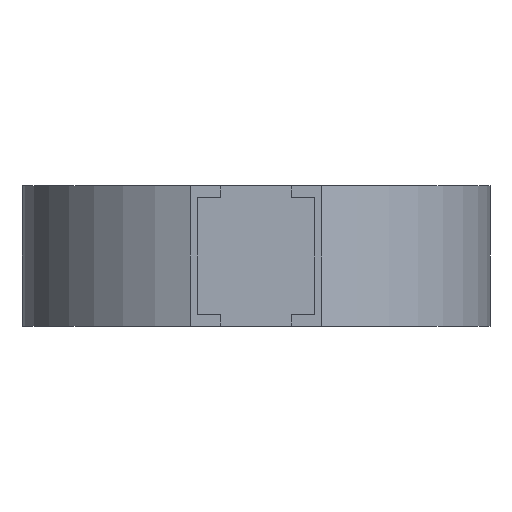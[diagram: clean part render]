
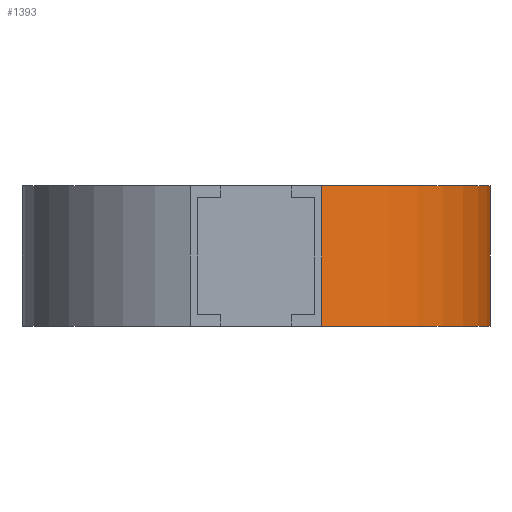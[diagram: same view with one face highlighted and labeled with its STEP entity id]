
A CAD part, front view. The second image highlights one B-rep face of the part: STEP entity #1393.
In plain terms, the highlighted cylindrical face has radius 100 mm (diameter 200 mm), a partial arc.
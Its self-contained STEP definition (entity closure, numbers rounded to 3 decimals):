
#172=CARTESIAN_POINT('Axis2P3D Location',(0.,0.,0.)) ;
#181=CARTESIAN_POINT('Vertex',(100.,0.,30.)) ;
#186=CARTESIAN_POINT('Line Origine',(100.,0.,0.)) ;
#190=CARTESIAN_POINT('Vertex',(100.,0.,-30.)) ;
#1161=CARTESIAN_POINT('Vertex',(28.,-96.,30.)) ;
#1166=CARTESIAN_POINT('Axis2P3D Location',(0.,0.,30.)) ;
#1223=CARTESIAN_POINT('Vertex',(28.,-96.,0.)) ;
#1228=CARTESIAN_POINT('Line Origine',(28.,-96.,15.)) ;
#1275=CARTESIAN_POINT('Vertex',(28.,-96.,-30.)) ;
#1280=CARTESIAN_POINT('Line Origine',(28.,-96.,-15.)) ;
#1333=CARTESIAN_POINT('Axis2P3D Location',(0.,0.,-30.)) ;
#173=DIRECTION('Axis2P3D Direction',(0.,0.,1.)) ;
#174=DIRECTION('Axis2P3D XDirection',(1.,0.,0.)) ;
#187=DIRECTION('Vector Direction',(0.,0.,1.)) ;
#1167=DIRECTION('Axis2P3D Direction',(0.,0.,-1.)) ;
#1229=DIRECTION('Vector Direction',(0.,0.,-1.)) ;
#1281=DIRECTION('Vector Direction',(0.,0.,-1.)) ;
#1334=DIRECTION('Axis2P3D Direction',(0.,0.,-1.)) ;
#175=AXIS2_PLACEMENT_3D('Cylinder Axis2P3D',#172,#173,#174) ;
#1168=AXIS2_PLACEMENT_3D('Circle Axis2P3D',#1166,#1167,$) ;
#1335=AXIS2_PLACEMENT_3D('Circle Axis2P3D',#1333,#1334,$) ;
#1387=ORIENTED_EDGE('',*,*,#1337,.T.) ;
#1388=ORIENTED_EDGE('',*,*,#192,.T.) ;
#1389=ORIENTED_EDGE('',*,*,#1170,.F.) ;
#1390=ORIENTED_EDGE('',*,*,#1232,.T.) ;
#1391=ORIENTED_EDGE('',*,*,#1284,.T.) ;
#188=VECTOR('Line Direction',#187,1.) ;
#1230=VECTOR('Line Direction',#1229,1.) ;
#1282=VECTOR('Line Direction',#1281,1.) ;
#1393=ADVANCED_FACE('PartBody',(#1392),#176,.T.) ;
#1169=CIRCLE('generated circle',#1168,100.) ;
#1336=CIRCLE('generated circle',#1335,100.) ;
#176=CYLINDRICAL_SURFACE('generated cylinder',#175,100.) ;
#192=EDGE_CURVE('',#191,#182,#189,.T.) ;
#1170=EDGE_CURVE('',#1162,#182,#1169,.F.) ;
#1232=EDGE_CURVE('',#1162,#1224,#1231,.T.) ;
#1284=EDGE_CURVE('',#1224,#1276,#1283,.T.) ;
#1337=EDGE_CURVE('',#1276,#191,#1336,.F.) ;
#1386=EDGE_LOOP('',(#1387,#1388,#1389,#1390,#1391)) ;
#1392=FACE_OUTER_BOUND('',#1386,.T.) ;
#189=LINE('Line',#186,#188) ;
#1231=LINE('Line',#1228,#1230) ;
#1283=LINE('Line',#1280,#1282) ;
#182=VERTEX_POINT('',#181) ;
#191=VERTEX_POINT('',#190) ;
#1162=VERTEX_POINT('',#1161) ;
#1224=VERTEX_POINT('',#1223) ;
#1276=VERTEX_POINT('',#1275) ;
